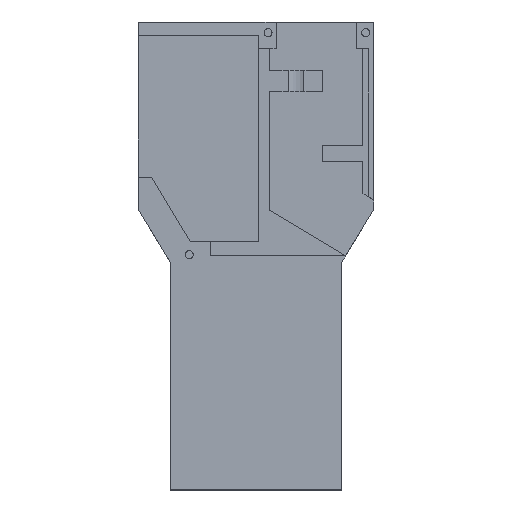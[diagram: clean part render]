
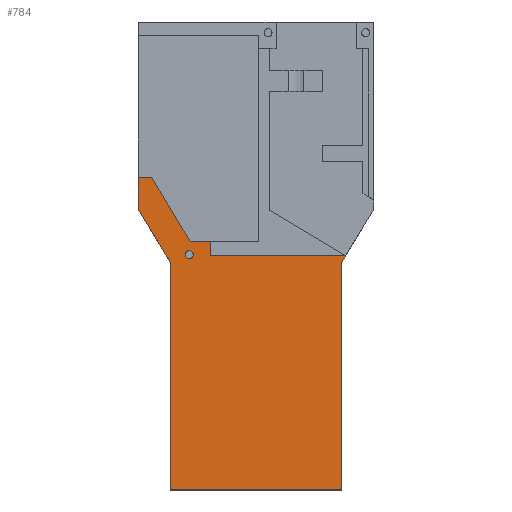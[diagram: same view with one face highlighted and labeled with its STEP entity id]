
A CAD part, top view. The second image highlights one B-rep face of the part: STEP entity #784.
In plain terms, the highlighted planar face has unit normal (0, 0, 1).
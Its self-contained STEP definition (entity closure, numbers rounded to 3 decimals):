
#261 = VERTEX_POINT('',#262);
#262 = CARTESIAN_POINT('',(33.543,2.572,25.));
#268 = EDGE_CURVE('',#261,#269,#271,.T.);
#269 = VERTEX_POINT('',#270);
#270 = CARTESIAN_POINT('',(32.,0.,25.));
#271 = LINE('',#272,#273);
#272 = CARTESIAN_POINT('',(44.,20.,25.));
#273 = VECTOR('',#274,1.);
#274 = DIRECTION('',(-0.514,-0.857,0.));
#533 = VERTEX_POINT('',#534);
#534 = CARTESIAN_POINT('',(-44.,20.,25.));
#567 = VERTEX_POINT('',#568);
#568 = CARTESIAN_POINT('',(-44.,32.,25.));
#574 = EDGE_CURVE('',#567,#533,#575,.T.);
#575 = LINE('',#576,#577);
#576 = CARTESIAN_POINT('',(-44.,90.,25.));
#577 = VECTOR('',#578,1.);
#578 = DIRECTION('',(0.,-1.,0.));
#759 = VERTEX_POINT('',#760);
#760 = CARTESIAN_POINT('',(32.,-85.,25.));
#766 = EDGE_CURVE('',#759,#269,#767,.T.);
#767 = LINE('',#768,#769);
#768 = CARTESIAN_POINT('',(32.,-85.,25.));
#769 = VECTOR('',#770,1.);
#770 = DIRECTION('',(0.,1.,0.));
#784 = ADVANCED_FACE('',(#785,#850),#861,.T.);
#785 = FACE_BOUND('',#786,.T.);
#786 = EDGE_LOOP('',(#787,#788,#796,#804,#812,#820,#826,#827,#835,#843,
    #849));
#787 = ORIENTED_EDGE('',*,*,#268,.F.);
#788 = ORIENTED_EDGE('',*,*,#789,.T.);
#789 = EDGE_CURVE('',#261,#790,#792,.T.);
#790 = VERTEX_POINT('',#791);
#791 = CARTESIAN_POINT('',(-17.,2.572,25.));
#792 = LINE('',#793,#794);
#793 = CARTESIAN_POINT('',(33.543,2.572,25.));
#794 = VECTOR('',#795,1.);
#795 = DIRECTION('',(-1.,0.,0.));
#796 = ORIENTED_EDGE('',*,*,#797,.T.);
#797 = EDGE_CURVE('',#790,#798,#800,.T.);
#798 = VERTEX_POINT('',#799);
#799 = CARTESIAN_POINT('',(-17.,8.,25.));
#800 = LINE('',#801,#802);
#801 = CARTESIAN_POINT('',(-17.,2.572,25.));
#802 = VECTOR('',#803,1.);
#803 = DIRECTION('',(0.,1.,0.));
#804 = ORIENTED_EDGE('',*,*,#805,.F.);
#805 = EDGE_CURVE('',#806,#798,#808,.T.);
#806 = VERTEX_POINT('',#807);
#807 = CARTESIAN_POINT('',(-24.6,8.,25.));
#808 = LINE('',#809,#810);
#809 = CARTESIAN_POINT('',(-24.6,8.,25.));
#810 = VECTOR('',#811,1.);
#811 = DIRECTION('',(1.,0.,0.));
#812 = ORIENTED_EDGE('',*,*,#813,.F.);
#813 = EDGE_CURVE('',#814,#806,#816,.T.);
#814 = VERTEX_POINT('',#815);
#815 = CARTESIAN_POINT('',(-39.,32.,25.));
#816 = LINE('',#817,#818);
#817 = CARTESIAN_POINT('',(-39.,32.,25.));
#818 = VECTOR('',#819,1.);
#819 = DIRECTION('',(0.514,-0.857,0.));
#820 = ORIENTED_EDGE('',*,*,#821,.F.);
#821 = EDGE_CURVE('',#567,#814,#822,.T.);
#822 = LINE('',#823,#824);
#823 = CARTESIAN_POINT('',(-44.,32.,25.));
#824 = VECTOR('',#825,1.);
#825 = DIRECTION('',(1.,0.,0.));
#826 = ORIENTED_EDGE('',*,*,#574,.T.);
#827 = ORIENTED_EDGE('',*,*,#828,.T.);
#828 = EDGE_CURVE('',#533,#829,#831,.T.);
#829 = VERTEX_POINT('',#830);
#830 = CARTESIAN_POINT('',(-32.,0.,25.));
#831 = LINE('',#832,#833);
#832 = CARTESIAN_POINT('',(-44.,20.,25.));
#833 = VECTOR('',#834,1.);
#834 = DIRECTION('',(0.514,-0.857,0.));
#835 = ORIENTED_EDGE('',*,*,#836,.T.);
#836 = EDGE_CURVE('',#829,#837,#839,.T.);
#837 = VERTEX_POINT('',#838);
#838 = CARTESIAN_POINT('',(-32.,-85.,25.));
#839 = LINE('',#840,#841);
#840 = CARTESIAN_POINT('',(-32.,0.,25.));
#841 = VECTOR('',#842,1.);
#842 = DIRECTION('',(0.,-1.,0.));
#843 = ORIENTED_EDGE('',*,*,#844,.T.);
#844 = EDGE_CURVE('',#837,#759,#845,.T.);
#845 = LINE('',#846,#847);
#846 = CARTESIAN_POINT('',(-32.,-85.,25.));
#847 = VECTOR('',#848,1.);
#848 = DIRECTION('',(1.,0.,0.));
#849 = ORIENTED_EDGE('',*,*,#766,.T.);
#850 = FACE_BOUND('',#851,.T.);
#851 = EDGE_LOOP('',(#852));
#852 = ORIENTED_EDGE('',*,*,#853,.F.);
#853 = EDGE_CURVE('',#854,#854,#856,.T.);
#854 = VERTEX_POINT('',#855);
#855 = CARTESIAN_POINT('',(-23.5,3.,25.));
#856 = CIRCLE('',#857,1.5);
#857 = AXIS2_PLACEMENT_3D('',#858,#859,#860);
#858 = CARTESIAN_POINT('',(-25.,3.,25.));
#859 = DIRECTION('',(0.,0.,1.));
#860 = DIRECTION('',(1.,0.,0.));
#861 = PLANE('',#862);
#862 = AXIS2_PLACEMENT_3D('',#863,#864,#865);
#863 = CARTESIAN_POINT('',(-4.534,12.865,25.));
#864 = DIRECTION('',(0.,0.,1.));
#865 = DIRECTION('',(1.,0.,0.));
